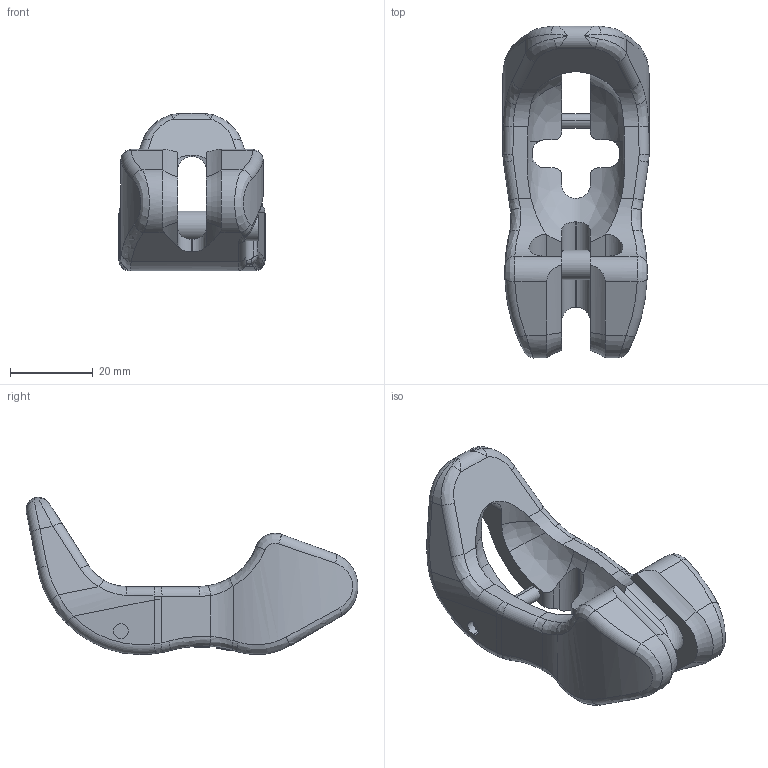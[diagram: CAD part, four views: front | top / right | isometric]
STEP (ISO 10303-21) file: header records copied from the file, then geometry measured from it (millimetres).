
FILE_DESCRIPTION((''),'2;1');
FILE_NAME('3VMVK6_ASM','2005-01-18T',('jakubetz'),(''),'PRO/ENGINEER BY PARAMETRIC TECHNOLOGY CORPORATION, 2001400','PRO/ENGINEER BY PARAMETRIC TECHNOLOGY CORPORATION, 2001400','');
FILE_SCHEMA(('CONFIG_CONTROL_DESIGN'));
Length unit declared in the file: millimetre
Products named in the file (2): _3VMVK6; 3VMVK6_ASM
Assembly tree (1 placements, depth 2):
  3VMVK6_ASM
    _3VMVK6
Bounding box: 35.4 x 80.4 x 38.1 mm (x, y, z)
Surface area: 10871.2 mm2 (no closed solid volume)
Topology: 0 solids, 1 shells, 363 faces, 988 edges, 638 vertices
Faces by surface type: plane 214, cylinder 77, bspline 51, torus 21
Entity records: 13459 total; most frequent: CARTESIAN_POINT 5159, ORIENTED_EDGE 1976, DIRECTION 1352, EDGE_CURVE 988, VERTEX_POINT 638, AXIS2_PLACEMENT_3D 491, B_SPLINE_CURVE_WITH_KNOTS 442, EDGE_LOOP 378
